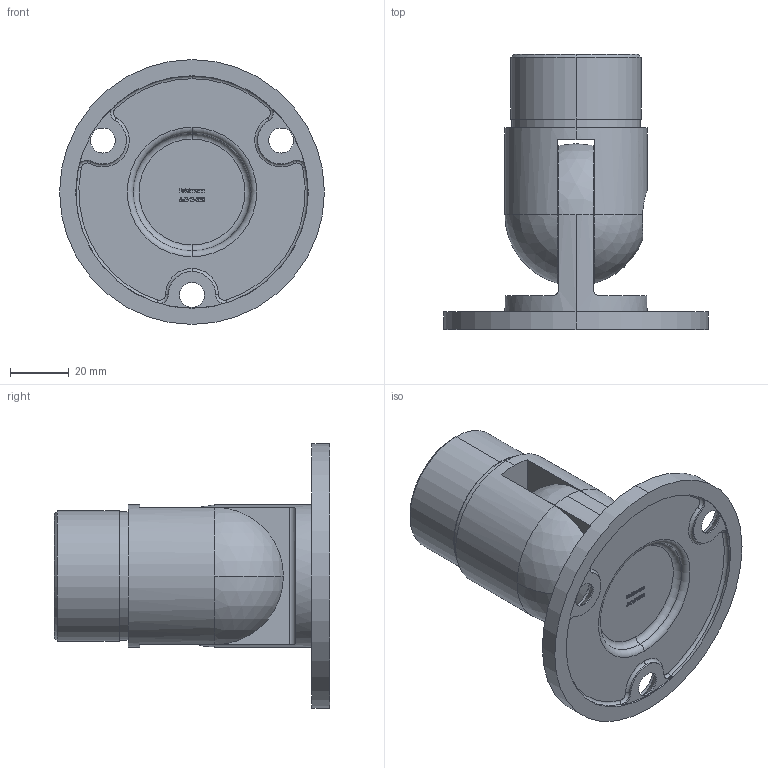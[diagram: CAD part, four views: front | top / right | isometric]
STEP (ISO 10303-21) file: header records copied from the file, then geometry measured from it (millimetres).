
FILE_DESCRIPTION (( 'STEP AP203' ), '1' );
FILE_NAME ('56242-320.step', '2020-12-10T14:51:08', ( '' ), ( '' ), 'SwSTEP 2.0', 'SolidWorks 2018', '' );
FILE_SCHEMA (( 'CONFIG_CONTROL_DESIGN' ));
Length unit declared in the file: millimetre
Products named in the file (7): socket countersunk head screw_din; 56242-320; 5624X-320 Teil2_56242-320 Teil2; socket countersunk head screw_din_DIN 7991 - M8 x 30 --- 30S; 5624X-320 Teil1; 5624X-320 Teil2; 5624X-320 Teil1_56242-320 Teil1
Assembly tree (3 placements, depth 2):
  socket countersunk head screw_din
  56242-320
    5624X-320 Teil1_56242-320 Teil1
    5624X-320 Teil2_56242-320 Teil2
    socket countersunk head screw_din_DIN 7991 - M8 x 30 --- 30S
  5624X-320 Teil1
  5624X-320 Teil2
Bounding box: 90 x 93.5 x 90 mm (x, y, z)
Volume: 103934.9 mm3; surface area: 45465.6 mm2
Topology: 3 solids, 3 shells, 627 faces, 1601 edges, 986 vertices
Faces by surface type: plane 183, cylinder 155, bspline 106, cone 96, sphere 45, torus 42
Entity records: 25125 total; most frequent: CARTESIAN_POINT 9796, ORIENTED_EDGE 3130, DIRECTION 2995, EDGE_CURVE 1565, AXIS2_PLACEMENT_3D 1120, VERTEX_POINT 977, LINE 755, VECTOR 755
